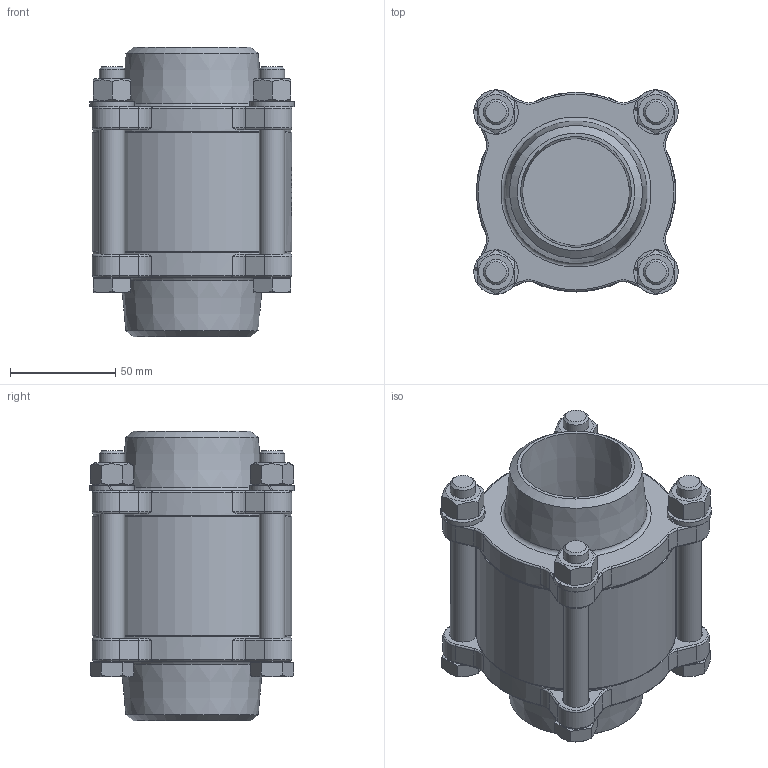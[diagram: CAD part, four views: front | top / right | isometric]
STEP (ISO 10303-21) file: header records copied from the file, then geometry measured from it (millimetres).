
FILE_DESCRIPTION((''),'2;1');
FILE_NAME('5114_050.stp','2013-02-05T10:33:40',('RL'),(''),'Autodesk Inventor 2012','Autodesk Inventor 2012','');
FILE_SCHEMA(('AUTOMOTIVE_DESIGN { 1 0 10303 214 1 1 1 1 }'));
Length unit declared in the file: millimetre
Products named in the file (1): 5114_050_Konturvereinfachung_1
Bounding box: 97.25 x 97.25 x 137.8 mm (x, y, z)
Volume: 429650.3 mm3; surface area: 124740.9 mm2
Topology: 1 solids, 3 shells, 574 faces, 1409 edges, 885 vertices
Faces by surface type: plane 215, cylinder 128, bspline 103, torus 75, cone 53
Full cylindrical faces by diameter (mm): 8 x2, 10 x1, 12 x8, 12.8 x8, 16.63 x4, 18 x1, 55 x1, 59 x1, 63 x1, 65 x1, 80 x1, 84 x1, 86 x2, 90 x2, 94.6 x2, 95 x1
Entity records: 36123 total; most frequent: CARTESIAN_POINT 23523, ORIENTED_EDGE 2608, DIRECTION 2237, EDGE_CURVE 1304, AXIS2_PLACEMENT_3D 908, VERTEX_POINT 861, EDGE_LOOP 725, FACE_OUTER_BOUND 574
